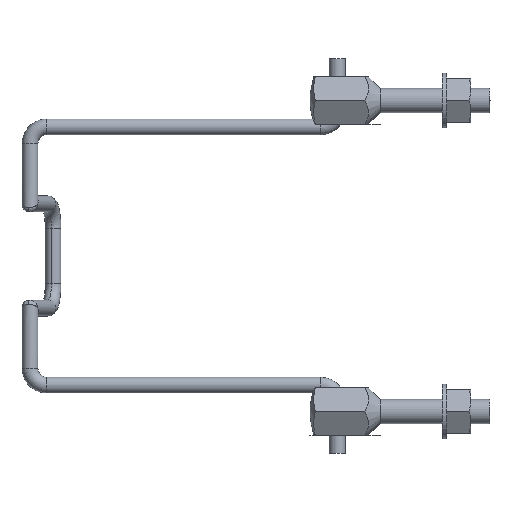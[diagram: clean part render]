
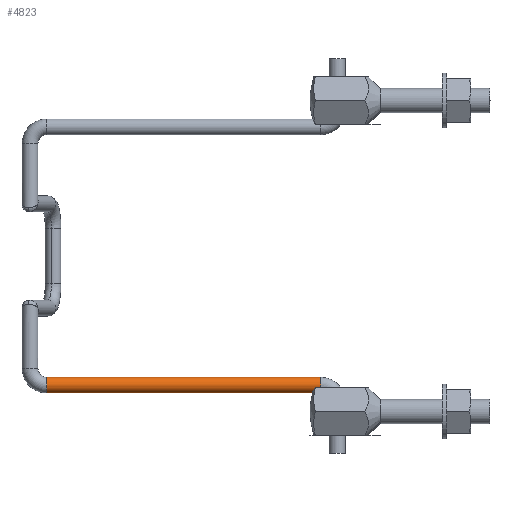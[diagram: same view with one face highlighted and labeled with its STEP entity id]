
A CAD part, front view. The second image highlights one B-rep face of the part: STEP entity #4823.
In plain terms, the highlighted cylindrical face has radius 0.914 mm (diameter 1.829 mm), a partial arc.
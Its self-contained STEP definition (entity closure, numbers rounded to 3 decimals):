
#141 = CARTESIAN_POINT ( 'NONE',  ( -2.845, 0., -15.859 ) ) ;
#324 = DIRECTION ( 'NONE',  ( 0., 0., -1. ) ) ;
#720 = VERTEX_POINT ( 'NONE', #141 ) ;
#798 = DIRECTION ( 'NONE',  ( 1., 0., 0. ) ) ;
#1003 = CIRCLE ( 'NONE', #1616, 0.914 ) ;
#1117 = VECTOR ( 'NONE', #1610, 1000. ) ;
#1244 = ORIENTED_EDGE ( 'NONE', *, *, #2747, .F. ) ;
#1351 = VECTOR ( 'NONE', #5228, 1000. ) ;
#1407 = EDGE_CURVE ( 'NONE', #2301, #2971, #3701, .T. ) ;
#1599 = FACE_OUTER_BOUND ( 'NONE', #2992, .T. ) ;
#1610 = DIRECTION ( 'NONE',  ( -1., 0., 0. ) ) ;
#1616 = AXIS2_PLACEMENT_3D ( 'NONE', #1640, #798, #4571 ) ;
#1640 = CARTESIAN_POINT ( 'NONE',  ( -2.845, 0., -14.944 ) ) ;
#1798 = DIRECTION ( 'NONE',  ( 1., 0., 0. ) ) ;
#1927 = CARTESIAN_POINT ( 'NONE',  ( -2.845, 0., -15.859 ) ) ;
#2022 = CARTESIAN_POINT ( 'NONE',  ( -2.845, 0., -14.03 ) ) ;
#2301 = VERTEX_POINT ( 'NONE', #4259 ) ;
#2323 = CIRCLE ( 'NONE', #3023, 0.914 ) ;
#2423 = CYLINDRICAL_SURFACE ( 'NONE', #4354, 0.914 ) ;
#2531 = ORIENTED_EDGE ( 'NONE', *, *, #1407, .T. ) ;
#2747 = EDGE_CURVE ( 'NONE', #720, #4016, #4882, .T. ) ;
#2971 = VERTEX_POINT ( 'NONE', #3389 ) ;
#2992 = EDGE_LOOP ( 'NONE', ( #2531, #4423, #1244, #3446 ) ) ;
#3001 = CARTESIAN_POINT ( 'NONE',  ( -34.544, 0., -14.944 ) ) ;
#3023 = AXIS2_PLACEMENT_3D ( 'NONE', #3001, #1798, #3777 ) ;
#3386 = EDGE_CURVE ( 'NONE', #2301, #720, #1003, .T. ) ;
#3389 = CARTESIAN_POINT ( 'NONE',  ( -34.544, 0., -14.03 ) ) ;
#3446 = ORIENTED_EDGE ( 'NONE', *, *, #3386, .F. ) ;
#3596 = CARTESIAN_POINT ( 'NONE',  ( -34.544, 0., -15.859 ) ) ;
#3701 = LINE ( 'NONE', #2022, #1117 ) ;
#3717 = DIRECTION ( 'NONE',  ( 1., 0., 0. ) ) ;
#3777 = DIRECTION ( 'NONE',  ( 0., 0., 1. ) ) ;
#4016 = VERTEX_POINT ( 'NONE', #3596 ) ;
#4259 = CARTESIAN_POINT ( 'NONE',  ( -2.845, 0., -14.03 ) ) ;
#4354 = AXIS2_PLACEMENT_3D ( 'NONE', #5285, #3717, #324 ) ;
#4423 = ORIENTED_EDGE ( 'NONE', *, *, #4635, .T. ) ;
#4571 = DIRECTION ( 'NONE',  ( 0., 0., 1. ) ) ;
#4635 = EDGE_CURVE ( 'NONE', #2971, #4016, #2323, .T. ) ;
#4823 = ADVANCED_FACE ( 'NONE', ( #1599 ), #2423, .T. ) ;
#4882 = LINE ( 'NONE', #1927, #1351 ) ;
#5228 = DIRECTION ( 'NONE',  ( -1., 0., 0. ) ) ;
#5285 = CARTESIAN_POINT ( 'NONE',  ( -2.845, 0., -14.944 ) ) ;
